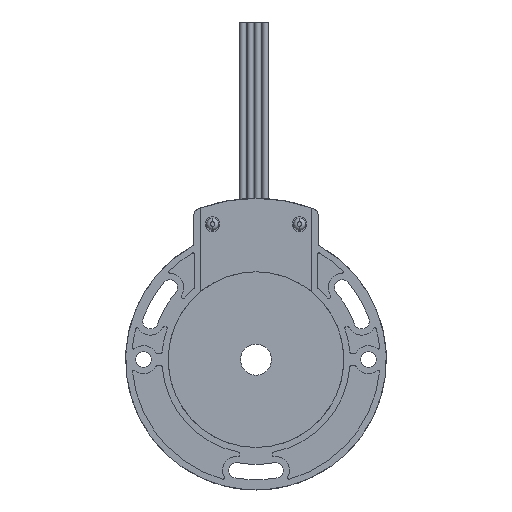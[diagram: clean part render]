
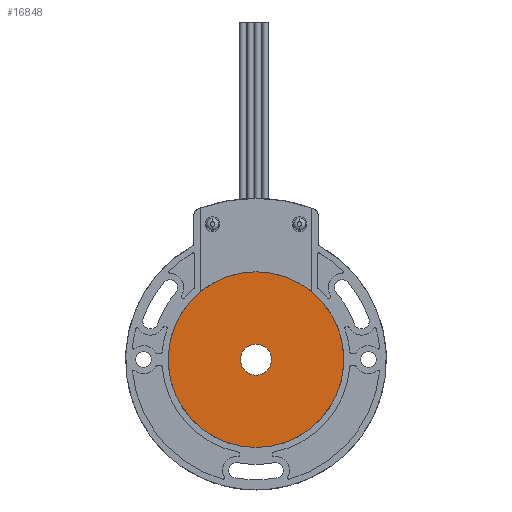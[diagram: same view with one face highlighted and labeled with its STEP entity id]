
A CAD part, front view. The second image highlights one B-rep face of the part: STEP entity #16848.
In plain terms, the highlighted planar face has unit normal (0, -1, 0).
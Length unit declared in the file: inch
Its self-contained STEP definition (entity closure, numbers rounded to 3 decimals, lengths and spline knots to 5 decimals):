
#627 = DIRECTION ( 'NONE',  ( 0., 1., 0. ) ) ;
#984 = VERTEX_POINT ( 'NONE', #8068 ) ;
#1749 = VERTEX_POINT ( 'NONE', #2379 ) ;
#2379 = CARTESIAN_POINT ( 'NONE',  ( 0., 0.51, -0.125 ) ) ;
#4375 = DIRECTION ( 'NONE',  ( 0., 1., 0. ) ) ;
#4622 = AXIS2_PLACEMENT_3D ( 'NONE', #14936, #4375, #9875 ) ;
#4642 = CARTESIAN_POINT ( 'NONE',  ( 0., 0.51, 0. ) ) ;
#4827 = DIRECTION ( 'NONE',  ( 0., 1., 0. ) ) ;
#5853 = ORIENTED_EDGE ( 'NONE', *, *, #16230, .T. ) ;
#7376 = EDGE_CURVE ( 'NONE', #984, #12310, #7513, .T. ) ;
#7513 = CIRCLE ( 'NONE', #14266, 0.7075 ) ;
#7643 = AXIS2_PLACEMENT_3D ( 'NONE', #4642, #8156, #22070 ) ;
#7743 = CARTESIAN_POINT ( 'NONE',  ( 0., 0.51, 0.125 ) ) ;
#8068 = CARTESIAN_POINT ( 'NONE',  ( 0., 0.51, 0.7075 ) ) ;
#8156 = DIRECTION ( 'NONE',  ( 0., -1., 0. ) ) ;
#8516 = EDGE_LOOP ( 'NONE', ( #12942, #5853 ) ) ;
#8573 = DIRECTION ( 'NONE',  ( 0., 0., 1. ) ) ;
#9234 = EDGE_LOOP ( 'NONE', ( #18046, #13046 ) ) ;
#9563 = VERTEX_POINT ( 'NONE', #7743 ) ;
#9837 = AXIS2_PLACEMENT_3D ( 'NONE', #19220, #4827, #8573 ) ;
#9875 = DIRECTION ( 'NONE',  ( 0., 0., 1. ) ) ;
#11378 = CIRCLE ( 'NONE', #7643, 0.7075 ) ;
#12310 = VERTEX_POINT ( 'NONE', #17799 ) ;
#12869 = CIRCLE ( 'NONE', #22933, 0.125 ) ;
#12942 = ORIENTED_EDGE ( 'NONE', *, *, #16861, .T. ) ;
#13046 = ORIENTED_EDGE ( 'NONE', *, *, #17649, .T. ) ;
#13296 = PLANE ( 'NONE',  #4622 ) ;
#13411 = CARTESIAN_POINT ( 'NONE',  ( 0., 0.51, 0. ) ) ;
#13526 = DIRECTION ( 'NONE',  ( 0., 0., 1. ) ) ;
#13605 = CIRCLE ( 'NONE', #9837, 0.125 ) ;
#14188 = CARTESIAN_POINT ( 'NONE',  ( 0., 0.51, 0. ) ) ;
#14266 = AXIS2_PLACEMENT_3D ( 'NONE', #14188, #21638, #21408 ) ;
#14936 = CARTESIAN_POINT ( 'NONE',  ( 0., 0.51, 0. ) ) ;
#16230 = EDGE_CURVE ( 'NONE', #1749, #9563, #13605, .T. ) ;
#16848 = ADVANCED_FACE ( 'NONE', ( #18552, #22275 ), #13296, .F. ) ;
#16861 = EDGE_CURVE ( 'NONE', #9563, #1749, #12869, .T. ) ;
#17649 = EDGE_CURVE ( 'NONE', #12310, #984, #11378, .T. ) ;
#17799 = CARTESIAN_POINT ( 'NONE',  ( 0., 0.51, -0.7075 ) ) ;
#18046 = ORIENTED_EDGE ( 'NONE', *, *, #7376, .T. ) ;
#18552 = FACE_BOUND ( 'NONE', #8516, .T. ) ;
#19220 = CARTESIAN_POINT ( 'NONE',  ( 0., 0.51, 0. ) ) ;
#21408 = DIRECTION ( 'NONE',  ( 0., 0., 1. ) ) ;
#21638 = DIRECTION ( 'NONE',  ( 0., -1., 0. ) ) ;
#22070 = DIRECTION ( 'NONE',  ( 0., 0., 1. ) ) ;
#22275 = FACE_OUTER_BOUND ( 'NONE', #9234, .T. ) ;
#22933 = AXIS2_PLACEMENT_3D ( 'NONE', #13411, #627, #13526 ) ;
